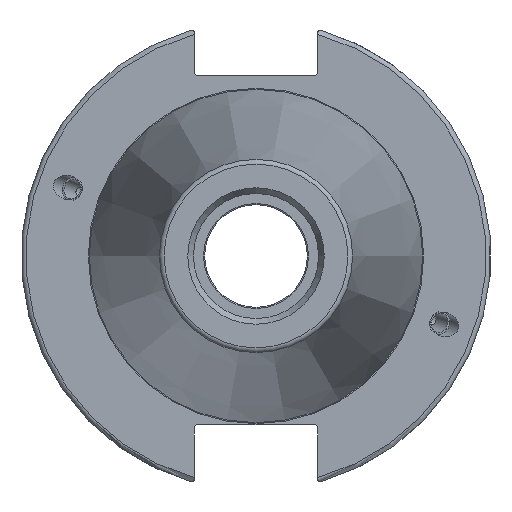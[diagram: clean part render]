
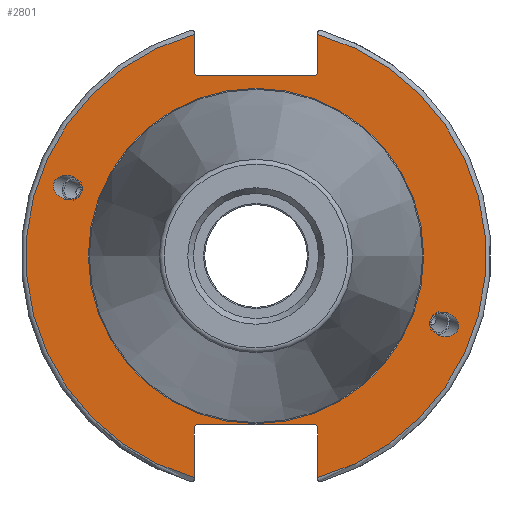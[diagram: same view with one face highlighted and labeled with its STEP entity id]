
A CAD part, left-side view. The second image highlights one B-rep face of the part: STEP entity #2801.
In plain terms, the highlighted planar face has unit normal (-1, 0, 0).
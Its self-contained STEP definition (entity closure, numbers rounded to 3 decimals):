
#52=ELLIPSE('',#3048,3.052,2.5);
#53=ELLIPSE('',#3082,3.052,2.5);
#86=PLANE('',#3094);
#160=FACE_BOUND('',#543,.T.);
#161=FACE_BOUND('',#544,.T.);
#162=FACE_BOUND('',#545,.T.);
#360=FACE_OUTER_BOUND('',#542,.T.);
#542=EDGE_LOOP('',(#2082,#2083,#2084,#2085,#2086,#2087,#2088,#2089,#2090,
#2091,#2092,#2093));
#543=EDGE_LOOP('',(#2094));
#544=EDGE_LOOP('',(#2095));
#545=EDGE_LOOP('',(#2096));
#729=LINE('',#4713,#905);
#730=LINE('',#4715,#906);
#731=LINE('',#4717,#907);
#732=LINE('',#4719,#908);
#733=LINE('',#4721,#909);
#734=LINE('',#4725,#910);
#735=LINE('',#4727,#911);
#736=LINE('',#4729,#912);
#737=LINE('',#4731,#913);
#738=LINE('',#4732,#914);
#905=VECTOR('',#3539,10.);
#906=VECTOR('',#3540,10.);
#907=VECTOR('',#3541,10.);
#908=VECTOR('',#3542,10.);
#909=VECTOR('',#3543,10.);
#910=VECTOR('',#3546,10.);
#911=VECTOR('',#3547,10.);
#912=VECTOR('',#3548,10.);
#913=VECTOR('',#3549,10.);
#914=VECTOR('',#3550,10.);
#1082=CIRCLE('',#3092,35.125);
#1084=CIRCLE('',#3095,48.213);
#1085=CIRCLE('',#3096,48.213);
#1218=VERTEX_POINT('',#4426);
#1256=VERTEX_POINT('',#4685);
#1262=VERTEX_POINT('',#4704);
#1263=VERTEX_POINT('',#4709);
#1264=VERTEX_POINT('',#4710);
#1265=VERTEX_POINT('',#4712);
#1266=VERTEX_POINT('',#4714);
#1267=VERTEX_POINT('',#4716);
#1268=VERTEX_POINT('',#4718);
#1269=VERTEX_POINT('',#4720);
#1270=VERTEX_POINT('',#4722);
#1271=VERTEX_POINT('',#4724);
#1272=VERTEX_POINT('',#4726);
#1273=VERTEX_POINT('',#4728);
#1274=VERTEX_POINT('',#4730);
#1510=EDGE_CURVE('',#1218,#1218,#52,.T.);
#1561=EDGE_CURVE('',#1256,#1256,#53,.T.);
#1570=EDGE_CURVE('',#1262,#1262,#1082,.T.);
#1572=EDGE_CURVE('',#1263,#1264,#1084,.T.);
#1573=EDGE_CURVE('',#1263,#1265,#729,.T.);
#1574=EDGE_CURVE('',#1266,#1265,#730,.T.);
#1575=EDGE_CURVE('',#1266,#1267,#731,.T.);
#1576=EDGE_CURVE('',#1268,#1267,#732,.T.);
#1577=EDGE_CURVE('',#1268,#1269,#733,.T.);
#1578=EDGE_CURVE('',#1270,#1269,#1085,.T.);
#1579=EDGE_CURVE('',#1270,#1271,#734,.T.);
#1580=EDGE_CURVE('',#1272,#1271,#735,.T.);
#1581=EDGE_CURVE('',#1272,#1273,#736,.T.);
#1582=EDGE_CURVE('',#1274,#1273,#737,.T.);
#1583=EDGE_CURVE('',#1274,#1264,#738,.T.);
#2082=ORIENTED_EDGE('',*,*,#1572,.F.);
#2083=ORIENTED_EDGE('',*,*,#1573,.T.);
#2084=ORIENTED_EDGE('',*,*,#1574,.F.);
#2085=ORIENTED_EDGE('',*,*,#1575,.T.);
#2086=ORIENTED_EDGE('',*,*,#1576,.F.);
#2087=ORIENTED_EDGE('',*,*,#1577,.T.);
#2088=ORIENTED_EDGE('',*,*,#1578,.F.);
#2089=ORIENTED_EDGE('',*,*,#1579,.T.);
#2090=ORIENTED_EDGE('',*,*,#1580,.F.);
#2091=ORIENTED_EDGE('',*,*,#1581,.T.);
#2092=ORIENTED_EDGE('',*,*,#1582,.F.);
#2093=ORIENTED_EDGE('',*,*,#1583,.T.);
#2094=ORIENTED_EDGE('',*,*,#1510,.T.);
#2095=ORIENTED_EDGE('',*,*,#1561,.T.);
#2096=ORIENTED_EDGE('',*,*,#1570,.F.);
#2801=ADVANCED_FACE('',(#360,#160,#161,#162),#86,.T.);
#3048=AXIS2_PLACEMENT_3D('',#4428,#3424,#3425);
#3082=AXIS2_PLACEMENT_3D('',#4687,#3508,#3509);
#3092=AXIS2_PLACEMENT_3D('',#4706,#3531,#3532);
#3094=AXIS2_PLACEMENT_3D('',#4708,#3535,#3536);
#3095=AXIS2_PLACEMENT_3D('',#4711,#3537,#3538);
#3096=AXIS2_PLACEMENT_3D('',#4723,#3544,#3545);
#3424=DIRECTION('center_axis',(1.,0.,0.));
#3425=DIRECTION('ref_axis',(0.,-0.94,-0.342));
#3508=DIRECTION('center_axis',(1.,0.,0.));
#3509=DIRECTION('ref_axis',(0.,0.94,0.342));
#3531=DIRECTION('center_axis',(-1.,0.,0.));
#3532=DIRECTION('ref_axis',(0.,-1.,0.));
#3535=DIRECTION('center_axis',(-1.,0.,0.));
#3536=DIRECTION('ref_axis',(0.,0.,1.));
#3537=DIRECTION('center_axis',(1.,0.,0.));
#3538=DIRECTION('ref_axis',(0.,-1.,0.));
#3539=DIRECTION('',(0.,0.,-1.));
#3540=DIRECTION('',(0.,-0.707,0.707));
#3541=DIRECTION('',(0.,1.,0.));
#3542=DIRECTION('',(0.,-0.707,-0.707));
#3543=DIRECTION('',(0.,0.,1.));
#3544=DIRECTION('center_axis',(1.,0.,0.));
#3545=DIRECTION('ref_axis',(0.,1.,0.));
#3546=DIRECTION('',(0.,0.,1.));
#3547=DIRECTION('',(0.,0.707,-0.707));
#3548=DIRECTION('',(0.,-1.,0.));
#3549=DIRECTION('',(0.,0.707,0.707));
#3550=DIRECTION('',(0.,0.,-1.));
#4426=CARTESIAN_POINT('',(3.175,-36.599,-13.321));
#4428=CARTESIAN_POINT('Origin',(3.175,-39.467,-14.365));
#4685=CARTESIAN_POINT('',(3.175,36.599,13.321));
#4687=CARTESIAN_POINT('Origin',(3.175,39.467,14.365));
#4704=CARTESIAN_POINT('',(3.175,0.,35.125));
#4706=CARTESIAN_POINT('Origin',(3.175,0.,0.));
#4708=CARTESIAN_POINT('Origin',(3.175,49.213,0.));
#4709=CARTESIAN_POINT('',(3.175,-12.95,46.441));
#4710=CARTESIAN_POINT('',(3.175,-12.95,-46.441));
#4711=CARTESIAN_POINT('Origin',(3.175,0.,0.));
#4712=CARTESIAN_POINT('',(3.175,-12.95,38.219));
#4713=CARTESIAN_POINT('',(3.175,-12.95,18.86));
#4714=CARTESIAN_POINT('',(3.175,-12.45,37.719));
#4715=CARTESIAN_POINT('',(3.175,12.27,12.999));
#4716=CARTESIAN_POINT('',(3.175,12.45,37.719));
#4717=CARTESIAN_POINT('',(3.175,24.606,37.719));
#4718=CARTESIAN_POINT('',(3.175,12.95,38.219));
#4719=CARTESIAN_POINT('',(3.175,12.336,37.605));
#4720=CARTESIAN_POINT('',(3.175,12.95,46.441));
#4721=CARTESIAN_POINT('',(3.175,12.95,18.86));
#4722=CARTESIAN_POINT('',(3.175,12.95,-46.441));
#4723=CARTESIAN_POINT('Origin',(3.175,0.,0.));
#4724=CARTESIAN_POINT('',(3.175,12.95,-35.806));
#4725=CARTESIAN_POINT('',(3.175,12.95,-17.653));
#4726=CARTESIAN_POINT('',(3.175,12.45,-35.306));
#4727=CARTESIAN_POINT('',(3.175,12.939,-35.795));
#4728=CARTESIAN_POINT('',(3.175,-12.45,-35.306));
#4729=CARTESIAN_POINT('',(3.175,24.606,-35.306));
#4730=CARTESIAN_POINT('',(3.175,-12.95,-35.806));
#4731=CARTESIAN_POINT('',(3.175,11.667,-11.189));
#4732=CARTESIAN_POINT('',(3.175,-12.95,-17.653));
